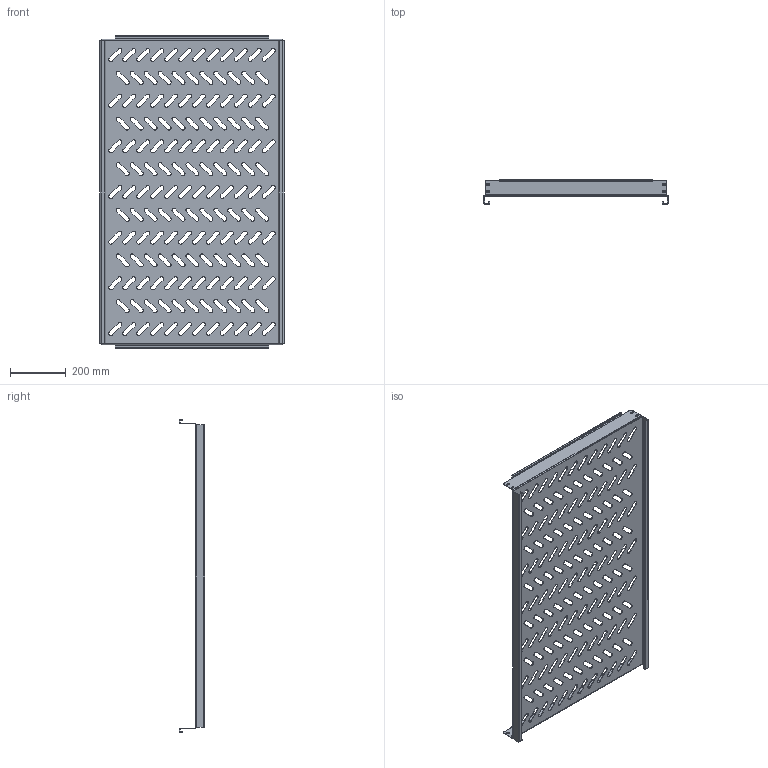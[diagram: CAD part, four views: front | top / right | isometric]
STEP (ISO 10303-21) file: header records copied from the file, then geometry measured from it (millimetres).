
FILE_DESCRIPTION (( 'STEP AP214' ), '1' );
FILE_NAME ('945.327.STEP', '2024-09-25T10:29:44', ( '' ), ( '' ), 'SwSTEP 2.0', 'SolidWorks 2021', '' );
FILE_SCHEMA (( 'AUTOMOTIVE_DESIGN' ));
Length unit declared in the file: millimetre
Products named in the file (1): 945.327
Bounding box: 660 x 90 x 1120 mm (x, y, z)
Volume: 1602082.9 mm3; surface area: 1651719.5 mm2
Topology: 1 solids, 1 shells, 912 faces, 2642 edges, 1732 vertices
Faces by surface type: cylinder 510, plane 394, bspline 8
Entity records: 31344 total; most frequent: CARTESIAN_POINT 5787, DIRECTION 5432, ORIENTED_EDGE 5284, EDGE_CURVE 2642, AXIS2_PLACEMENT_3D 1925, VERTEX_POINT 1732, VECTOR 1582, LINE 1582
